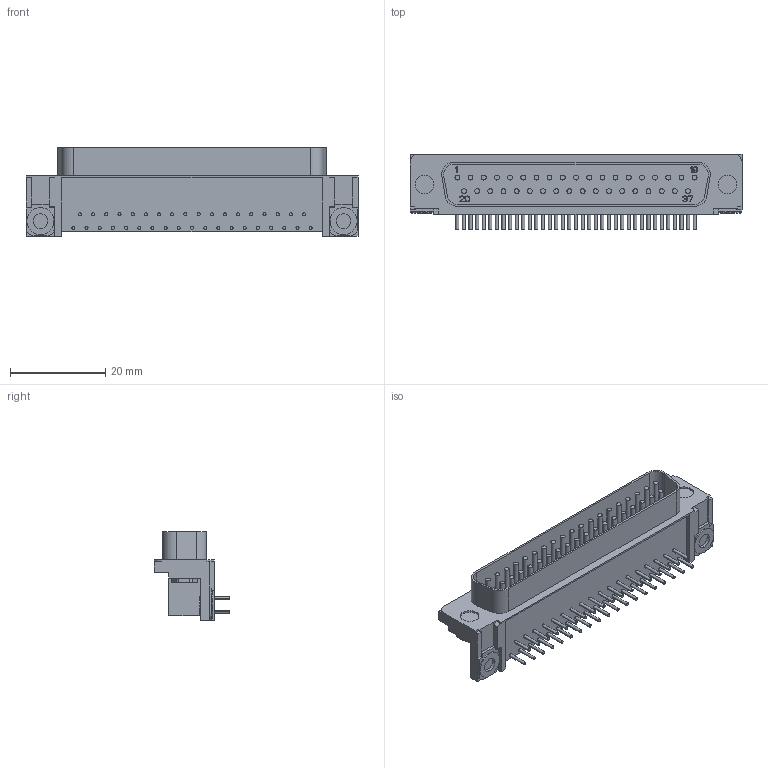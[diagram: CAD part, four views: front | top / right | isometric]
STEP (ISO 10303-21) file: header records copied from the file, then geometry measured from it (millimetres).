
FILE_DESCRIPTION((''),'2;1');
FILE_NAME('C-747252-4','2011-08-31T',('workeradm'),('Tyco Electronics Ltd.'),'PRO/ENGINEER BY PARAMETRIC TECHNOLOGY CORPORATION, 2010430','PRO/ENGINEER BY PARAMETRIC TECHNOLOGY CORPORATION, 2010430','');
FILE_SCHEMA(('AUTOMOTIVE_DESIGN { 1 0 10303 214 1 1 1 1 }'));
Length unit declared in the file: millimetre
Products named in the file (1): C-747252-4
Bounding box: 69.55 x 15.72 x 18.6 mm (x, y, z)
Volume: 7164 mm3; surface area: 6281.9 mm2
Topology: 1 solids, 1 shells, 589 faces, 1458 edges, 970 vertices
Faces by surface type: plane 391, cylinder 198
Entity records: 17713 total; most frequent: DIRECTION 3032, CARTESIAN_POINT 3019, ORIENTED_EDGE 2916, EDGE_CURVE 1458, VECTOR 1062, LINE 1062, AXIS2_PLACEMENT_3D 985, VERTEX_POINT 970
